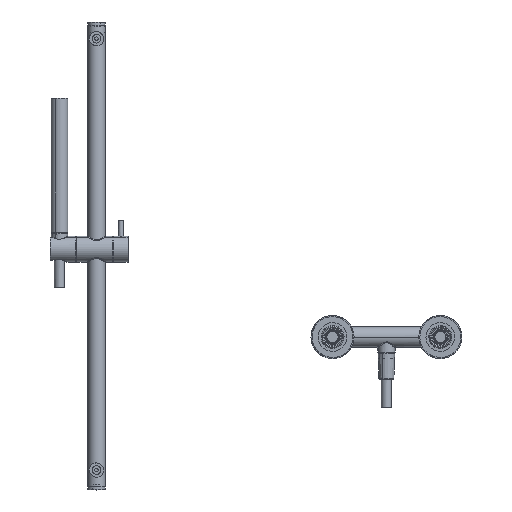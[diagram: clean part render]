
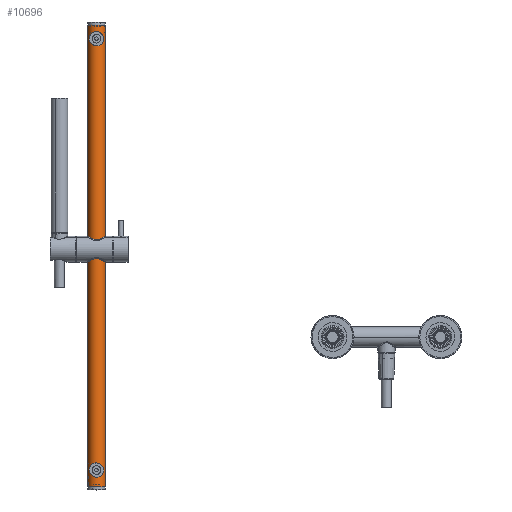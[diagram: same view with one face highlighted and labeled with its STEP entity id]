
A CAD part, front view. The second image highlights one B-rep face of the part: STEP entity #10696.
In plain terms, the highlighted cylindrical face has radius 12 mm (diameter 24 mm), a partial arc.
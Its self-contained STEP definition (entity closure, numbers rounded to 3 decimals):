
#10541=CARTESIAN_POINT('Axis2P3D Location',(-403.343,0.,273.199)) ;
#10546=CARTESIAN_POINT('Line Origine',(-415.343,0.,273.199)) ;
#10550=CARTESIAN_POINT('Vertex',(-415.343,0.,433.699)) ;
#10552=CARTESIAN_POINT('Vertex',(-415.343,0.,-208.301)) ;
#10555=CARTESIAN_POINT('Axis2P3D Location',(-403.343,0.,-208.301)) ;
#10559=CARTESIAN_POINT('Vertex',(-391.343,0.,-208.301)) ;
#10562=CARTESIAN_POINT('Line Origine',(-391.343,0.,273.199)) ;
#10566=CARTESIAN_POINT('Vertex',(-391.343,0.,433.699)) ;
#10569=CARTESIAN_POINT('Axis2P3D Location',(-403.343,0.,433.699)) ;
#10580=CARTESIAN_POINT('Line Origine',(-398.343,-10.909,273.199)) ;
#10584=CARTESIAN_POINT('Vertex',(-398.343,-10.909,-185.051)) ;
#10586=CARTESIAN_POINT('Vertex',(-398.343,-10.909,-189.551)) ;
#10590=CARTESIAN_POINT('Control Point',(-408.343,-10.909,-189.551)) ;
#10591=CARTESIAN_POINT('Control Point',(-408.343,-10.909,-190.315)) ;
#10592=CARTESIAN_POINT('Control Point',(-408.197,-10.976,-191.078)) ;
#10593=CARTESIAN_POINT('Control Point',(-407.906,-11.109,-191.794)) ;
#10594=CARTESIAN_POINT('Control Point',(-407.02,-11.459,-193.176)) ;
#10595=CARTESIAN_POINT('Control Point',(-405.659,-11.814,-194.111)) ;
#10596=CARTESIAN_POINT('Control Point',(-404.818,-11.961,-194.455)) ;
#10597=CARTESIAN_POINT('Control Point',(-402.952,-12.082,-194.748)) ;
#10598=CARTESIAN_POINT('Control Point',(-401.149,-11.853,-194.197)) ;
#10599=CARTESIAN_POINT('Control Point',(-400.321,-11.65,-193.697)) ;
#10600=CARTESIAN_POINT('Control Point',(-399.225,-11.291,-192.636)) ;
#10601=CARTESIAN_POINT('Control Point',(-398.591,-11.023,-191.257)) ;
#10602=CARTESIAN_POINT('Control Point',(-398.426,-10.947,-190.701)) ;
#10603=CARTESIAN_POINT('Control Point',(-398.343,-10.909,-190.126)) ;
#10604=CARTESIAN_POINT('Control Point',(-398.343,-10.909,-189.551)) ;
#10605=CARTESIAN_POINT('Vertex',(-408.343,-10.909,-189.551)) ;
#10608=CARTESIAN_POINT('Line Origine',(-408.343,-10.909,273.199)) ;
#10612=CARTESIAN_POINT('Vertex',(-408.343,-10.909,-185.051)) ;
#10616=CARTESIAN_POINT('Control Point',(-398.343,-10.909,-185.051)) ;
#10617=CARTESIAN_POINT('Control Point',(-398.343,-10.909,-184.287)) ;
#10618=CARTESIAN_POINT('Control Point',(-398.489,-10.976,-183.524)) ;
#10619=CARTESIAN_POINT('Control Point',(-398.78,-11.109,-182.808)) ;
#10620=CARTESIAN_POINT('Control Point',(-399.666,-11.459,-181.426)) ;
#10621=CARTESIAN_POINT('Control Point',(-401.026,-11.814,-180.49)) ;
#10622=CARTESIAN_POINT('Control Point',(-401.868,-11.961,-180.146)) ;
#10623=CARTESIAN_POINT('Control Point',(-403.734,-12.082,-179.854)) ;
#10624=CARTESIAN_POINT('Control Point',(-405.537,-11.853,-180.405)) ;
#10625=CARTESIAN_POINT('Control Point',(-406.365,-11.65,-180.905)) ;
#10626=CARTESIAN_POINT('Control Point',(-407.461,-11.291,-181.966)) ;
#10627=CARTESIAN_POINT('Control Point',(-408.095,-11.023,-183.345)) ;
#10628=CARTESIAN_POINT('Control Point',(-408.26,-10.947,-183.901)) ;
#10629=CARTESIAN_POINT('Control Point',(-408.343,-10.909,-184.476)) ;
#10630=CARTESIAN_POINT('Control Point',(-408.343,-10.909,-185.051)) ;
#10638=CARTESIAN_POINT('Line Origine',(-408.343,-10.909,273.199)) ;
#10642=CARTESIAN_POINT('Vertex',(-408.343,-10.909,414.949)) ;
#10644=CARTESIAN_POINT('Vertex',(-408.343,-10.909,410.449)) ;
#10648=CARTESIAN_POINT('Control Point',(-408.343,-10.909,414.949)) ;
#10649=CARTESIAN_POINT('Control Point',(-408.343,-10.909,415.713)) ;
#10650=CARTESIAN_POINT('Control Point',(-408.197,-10.976,416.476)) ;
#10651=CARTESIAN_POINT('Control Point',(-407.906,-11.109,417.192)) ;
#10652=CARTESIAN_POINT('Control Point',(-407.02,-11.459,418.574)) ;
#10653=CARTESIAN_POINT('Control Point',(-405.659,-11.814,419.51)) ;
#10654=CARTESIAN_POINT('Control Point',(-404.818,-11.961,419.854)) ;
#10655=CARTESIAN_POINT('Control Point',(-402.952,-12.082,420.146)) ;
#10656=CARTESIAN_POINT('Control Point',(-401.149,-11.853,419.595)) ;
#10657=CARTESIAN_POINT('Control Point',(-400.321,-11.65,419.095)) ;
#10658=CARTESIAN_POINT('Control Point',(-399.225,-11.291,418.034)) ;
#10659=CARTESIAN_POINT('Control Point',(-398.591,-11.023,416.655)) ;
#10660=CARTESIAN_POINT('Control Point',(-398.426,-10.947,416.099)) ;
#10661=CARTESIAN_POINT('Control Point',(-398.343,-10.909,415.524)) ;
#10662=CARTESIAN_POINT('Control Point',(-398.343,-10.909,414.949)) ;
#10663=CARTESIAN_POINT('Vertex',(-398.343,-10.909,414.949)) ;
#10666=CARTESIAN_POINT('Line Origine',(-398.343,-10.909,273.199)) ;
#10670=CARTESIAN_POINT('Vertex',(-398.343,-10.909,410.449)) ;
#10674=CARTESIAN_POINT('Control Point',(-398.343,-10.909,410.449)) ;
#10675=CARTESIAN_POINT('Control Point',(-398.343,-10.909,409.685)) ;
#10676=CARTESIAN_POINT('Control Point',(-398.489,-10.976,408.922)) ;
#10677=CARTESIAN_POINT('Control Point',(-398.78,-11.109,408.206)) ;
#10678=CARTESIAN_POINT('Control Point',(-399.666,-11.459,406.824)) ;
#10679=CARTESIAN_POINT('Control Point',(-401.026,-11.814,405.889)) ;
#10680=CARTESIAN_POINT('Control Point',(-401.868,-11.961,405.545)) ;
#10681=CARTESIAN_POINT('Control Point',(-403.734,-12.082,405.252)) ;
#10682=CARTESIAN_POINT('Control Point',(-405.537,-11.853,405.803)) ;
#10683=CARTESIAN_POINT('Control Point',(-406.365,-11.65,406.303)) ;
#10684=CARTESIAN_POINT('Control Point',(-407.461,-11.291,407.364)) ;
#10685=CARTESIAN_POINT('Control Point',(-408.095,-11.023,408.743)) ;
#10686=CARTESIAN_POINT('Control Point',(-408.26,-10.947,409.299)) ;
#10687=CARTESIAN_POINT('Control Point',(-408.343,-10.909,409.874)) ;
#10688=CARTESIAN_POINT('Control Point',(-408.343,-10.909,410.449)) ;
#10548=VECTOR('Line Direction',#10547,1.) ;
#10564=VECTOR('Line Direction',#10563,1.) ;
#10582=VECTOR('Line Direction',#10581,1.) ;
#10610=VECTOR('Line Direction',#10609,1.) ;
#10640=VECTOR('Line Direction',#10639,1.) ;
#10668=VECTOR('Line Direction',#10667,1.) ;
#10542=DIRECTION('Axis2P3D Direction',(0.,0.,1.)) ;
#10543=DIRECTION('Axis2P3D XDirection',(1.,0.,0.)) ;
#10547=DIRECTION('Vector Direction',(0.,0.,1.)) ;
#10556=DIRECTION('Axis2P3D Direction',(0.,0.,1.)) ;
#10563=DIRECTION('Vector Direction',(0.,0.,1.)) ;
#10570=DIRECTION('Axis2P3D Direction',(0.,0.,1.)) ;
#10581=DIRECTION('Vector Direction',(0.,0.,1.)) ;
#10609=DIRECTION('Vector Direction',(0.,0.,1.)) ;
#10639=DIRECTION('Vector Direction',(0.,0.,1.)) ;
#10667=DIRECTION('Vector Direction',(0.,0.,1.)) ;
#10544=AXIS2_PLACEMENT_3D('Cylinder Axis2P3D',#10541,#10542,#10543) ;
#10557=AXIS2_PLACEMENT_3D('Circle Axis2P3D',#10555,#10556,$) ;
#10571=AXIS2_PLACEMENT_3D('Circle Axis2P3D',#10569,#10570,$) ;
#10549=LINE('Line',#10546,#10548) ;
#10565=LINE('Line',#10562,#10564) ;
#10583=LINE('Line',#10580,#10582) ;
#10611=LINE('Line',#10608,#10610) ;
#10641=LINE('Line',#10638,#10640) ;
#10669=LINE('Line',#10666,#10668) ;
#10558=CIRCLE('generated circle',#10557,12.) ;
#10572=CIRCLE('generated circle',#10571,12.) ;
#10545=CYLINDRICAL_SURFACE('generated cylinder',#10544,12.) ;
#10637=FACE_BOUND('',#10632,.T.) ;
#10695=FACE_BOUND('',#10690,.T.) ;
#10554=EDGE_CURVE('',#10551,#10553,#10549,.F.) ;
#10561=EDGE_CURVE('',#10553,#10560,#10558,.T.) ;
#10568=EDGE_CURVE('',#10567,#10560,#10565,.F.) ;
#10573=EDGE_CURVE('',#10551,#10567,#10572,.T.) ;
#10588=EDGE_CURVE('',#10585,#10587,#10583,.F.) ;
#10607=EDGE_CURVE('',#10606,#10587,#10589,.T.) ;
#10614=EDGE_CURVE('',#10606,#10613,#10611,.T.) ;
#10631=EDGE_CURVE('',#10585,#10613,#10615,.T.) ;
#10646=EDGE_CURVE('',#10643,#10645,#10641,.F.) ;
#10665=EDGE_CURVE('',#10643,#10664,#10647,.T.) ;
#10672=EDGE_CURVE('',#10671,#10664,#10669,.T.) ;
#10689=EDGE_CURVE('',#10671,#10645,#10673,.T.) ;
#10575=ORIENTED_EDGE('',*,*,#10554,.T.) ;
#10576=ORIENTED_EDGE('',*,*,#10561,.T.) ;
#10577=ORIENTED_EDGE('',*,*,#10568,.F.) ;
#10578=ORIENTED_EDGE('',*,*,#10573,.F.) ;
#10633=ORIENTED_EDGE('',*,*,#10588,.T.) ;
#10634=ORIENTED_EDGE('',*,*,#10607,.F.) ;
#10635=ORIENTED_EDGE('',*,*,#10614,.T.) ;
#10636=ORIENTED_EDGE('',*,*,#10631,.F.) ;
#10691=ORIENTED_EDGE('',*,*,#10646,.F.) ;
#10692=ORIENTED_EDGE('',*,*,#10665,.T.) ;
#10693=ORIENTED_EDGE('',*,*,#10672,.F.) ;
#10694=ORIENTED_EDGE('',*,*,#10689,.T.) ;
#10574=EDGE_LOOP('',(#10575,#10576,#10577,#10578)) ;
#10632=EDGE_LOOP('',(#10633,#10634,#10635,#10636)) ;
#10690=EDGE_LOOP('',(#10691,#10692,#10693,#10694)) ;
#10551=VERTEX_POINT('',#10550) ;
#10553=VERTEX_POINT('',#10552) ;
#10560=VERTEX_POINT('',#10559) ;
#10567=VERTEX_POINT('',#10566) ;
#10585=VERTEX_POINT('',#10584) ;
#10587=VERTEX_POINT('',#10586) ;
#10606=VERTEX_POINT('',#10605) ;
#10613=VERTEX_POINT('',#10612) ;
#10643=VERTEX_POINT('',#10642) ;
#10645=VERTEX_POINT('',#10644) ;
#10664=VERTEX_POINT('',#10663) ;
#10671=VERTEX_POINT('',#10670) ;
#10696=ADVANCED_FACE('Product1_AllCATPart.1\\Product1_AllCATPart.1\\Product1_AllCATPart.2\\PR.0408.10_AllCATPart.1\\P46108.1\\PartBody',(#10579,#10637,#10695),#10545,.T.) ;
#10589=B_SPLINE_CURVE_WITH_KNOTS('',5,(#10590,#10591,#10592,#10593,#10594,#10595,#10596,#10597,#10598,#10599,#10600,#10601,#10602,#10603,#10604),.UNSPECIFIED.,.F.,.U.,(6,3,3,3,6),(0.,5.399,11.68,18.408,22.475),.UNSPECIFIED.) ;
#10615=B_SPLINE_CURVE_WITH_KNOTS('',5,(#10616,#10617,#10618,#10619,#10620,#10621,#10622,#10623,#10624,#10625,#10626,#10627,#10628,#10629,#10630),.UNSPECIFIED.,.F.,.U.,(6,3,3,3,6),(0.,5.399,11.68,18.408,22.475),.UNSPECIFIED.) ;
#10647=B_SPLINE_CURVE_WITH_KNOTS('',5,(#10648,#10649,#10650,#10651,#10652,#10653,#10654,#10655,#10656,#10657,#10658,#10659,#10660,#10661,#10662),.UNSPECIFIED.,.F.,.U.,(6,3,3,3,6),(0.,5.399,11.68,18.408,22.475),.UNSPECIFIED.) ;
#10673=B_SPLINE_CURVE_WITH_KNOTS('',5,(#10674,#10675,#10676,#10677,#10678,#10679,#10680,#10681,#10682,#10683,#10684,#10685,#10686,#10687,#10688),.UNSPECIFIED.,.F.,.U.,(6,3,3,3,6),(0.,5.399,11.68,18.408,22.475),.UNSPECIFIED.) ;
#10579=FACE_OUTER_BOUND('',#10574,.T.) ;
